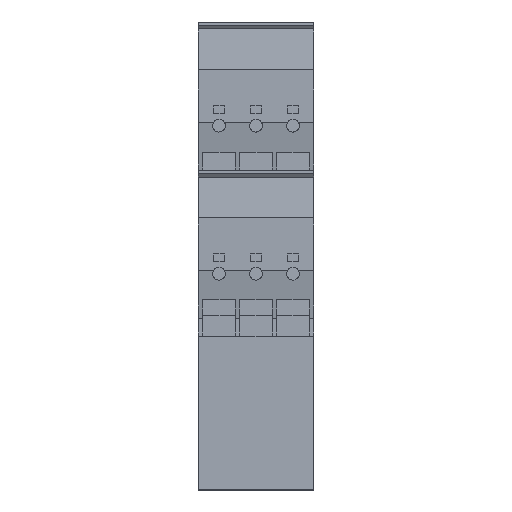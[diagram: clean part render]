
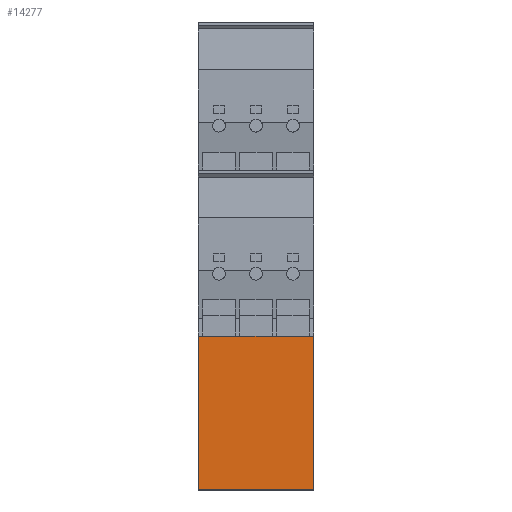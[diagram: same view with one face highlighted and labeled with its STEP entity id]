
A CAD part, front view. The second image highlights one B-rep face of the part: STEP entity #14277.
In plain terms, the highlighted face is planar.
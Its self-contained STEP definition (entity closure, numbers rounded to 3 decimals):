
#4197 = VERTEX_POINT ( 'NONE', #25771 ) ;
#4212 = VERTEX_POINT ( 'NONE', #25790 ) ;
#4213 = EDGE_CURVE ( 'NONE', #4197, #4212, #25789, .T. ) ;
#4270 = VERTEX_POINT ( 'NONE', #25949 ) ;
#4299 = VERTEX_POINT ( 'NONE', #26009 ) ;
#4300 = EDGE_CURVE ( 'NONE', #4270, #4299, #26008, .T. ) ;
#4753 = VERTEX_POINT ( 'NONE', #26072 ) ;
#4755 = EDGE_CURVE ( 'NONE', #4756, #4753, #26071, .T. ) ;
#4756 = VERTEX_POINT ( 'NONE', #26067 ) ;
#14181 = ORIENTED_EDGE ( 'NONE', *, *, #4755, .F. ) ;
#14253 = EDGE_LOOP ( 'NONE', ( #14254, #14259, #14255, #14181, #14366, #14355 ) ) ;
#14254 = ORIENTED_EDGE ( 'NONE', *, *, #15727, .T. ) ;
#14255 = ORIENTED_EDGE ( 'NONE', *, *, #14362, .F. ) ;
#14259 = ORIENTED_EDGE ( 'NONE', *, *, #4213, .F. ) ;
#14277 = ADVANCED_FACE ( 'NONE', ( #31454 ), #31500, .T. ) ;
#14355 = ORIENTED_EDGE ( 'NONE', *, *, #4300, .F. ) ;
#14362 = EDGE_CURVE ( 'NONE', #4753, #4197, #31621, .T. ) ;
#14365 = EDGE_CURVE ( 'NONE', #4299, #4756, #31670, .T. ) ;
#14366 = ORIENTED_EDGE ( 'NONE', *, *, #14365, .F. ) ;
#15727 = EDGE_CURVE ( 'NONE', #4270, #4212, #17703, .T. ) ;
#17700 = DIRECTION ( 'NONE',  ( 0., 0., 1. ) ) ;
#17701 = VECTOR ( 'NONE', #17700, 1000. ) ;
#17702 = CARTESIAN_POINT ( 'NONE',  ( -46.299, 79.274, -14.607 ) ) ;
#17703 = LINE ( 'NONE', #17702, #17701 ) ;
#25771 = CARTESIAN_POINT ( 'NONE',  ( -16.399, 79.274, 8.043 ) ) ;
#25788 = CARTESIAN_POINT ( 'NONE',  ( -16.399, 79.274, 8.043 ) ) ;
#25789 = LINE ( 'NONE', #25788, #25847 ) ;
#25790 = CARTESIAN_POINT ( 'NONE',  ( -46.299, 79.274, 8.043 ) ) ;
#25846 = DIRECTION ( 'NONE',  ( -1., 0., 0. ) ) ;
#25847 = VECTOR ( 'NONE', #25846, 1000. ) ;
#25949 = CARTESIAN_POINT ( 'NONE',  ( -46.299, 79.274, -14.457 ) ) ;
#26005 = DIRECTION ( 'NONE',  ( 1., 0., 0. ) ) ;
#26006 = VECTOR ( 'NONE', #26005, 1000. ) ;
#26007 = CARTESIAN_POINT ( 'NONE',  ( -46.399, 79.274, -14.457 ) ) ;
#26008 = LINE ( 'NONE', #26007, #26006 ) ;
#26009 = CARTESIAN_POINT ( 'NONE',  ( -16.399, 79.274, -14.457 ) ) ;
#26067 = CARTESIAN_POINT ( 'NONE',  ( -16.399, 79.274, -14.357 ) ) ;
#26068 = DIRECTION ( 'NONE',  ( 0., 0., 1. ) ) ;
#26069 = VECTOR ( 'NONE', #26068, 1000. ) ;
#26070 = CARTESIAN_POINT ( 'NONE',  ( -16.399, 79.274, -14.607 ) ) ;
#26071 = LINE ( 'NONE', #26070, #26069 ) ;
#26072 = CARTESIAN_POINT ( 'NONE',  ( -16.399, 79.274, 7.943 ) ) ;
#31454 = FACE_OUTER_BOUND ( 'NONE', #14253, .T. ) ;
#31496 = DIRECTION ( 'NONE',  ( 0., 0., 1. ) ) ;
#31497 = DIRECTION ( 'NONE',  ( 0., 1., 0. ) ) ;
#31498 = CARTESIAN_POINT ( 'NONE',  ( -16.399, 79.274, -14.607 ) ) ;
#31499 = AXIS2_PLACEMENT_3D ( 'NONE', #31498, #31497, #31496 ) ;
#31500 = PLANE ( 'NONE',  #31499 ) ;
#31621 = LINE ( 'NONE', #31679, #31678 ) ;
#31667 = DIRECTION ( 'NONE',  ( 0., 0., 1. ) ) ;
#31668 = VECTOR ( 'NONE', #31667, 1000. ) ;
#31669 = CARTESIAN_POINT ( 'NONE',  ( -16.399, 79.274, -14.607 ) ) ;
#31670 = LINE ( 'NONE', #31669, #31668 ) ;
#31677 = DIRECTION ( 'NONE',  ( 0., 0., 1. ) ) ;
#31678 = VECTOR ( 'NONE', #31677, 1000. ) ;
#31679 = CARTESIAN_POINT ( 'NONE',  ( -16.399, 79.274, -14.607 ) ) ;
